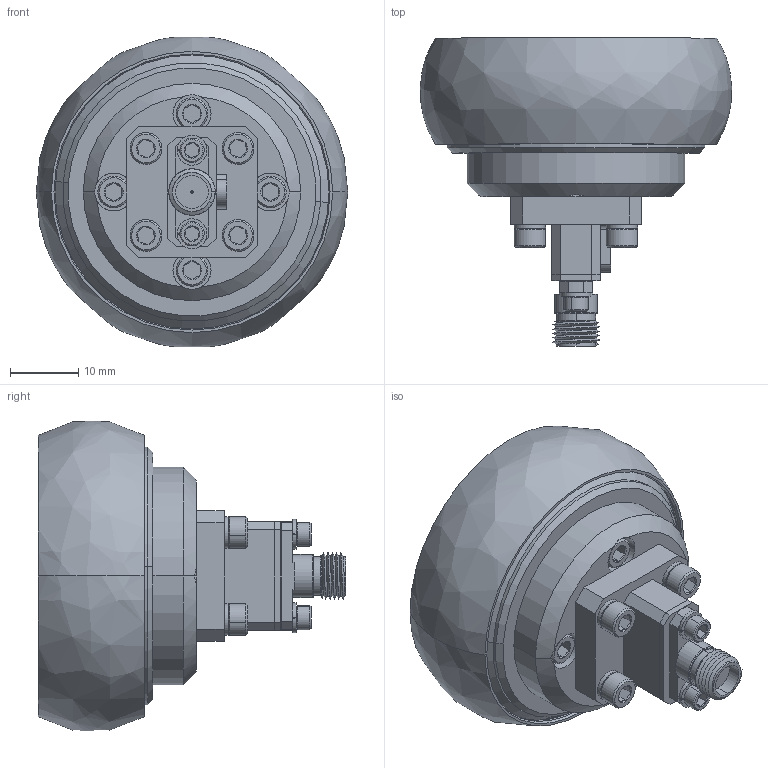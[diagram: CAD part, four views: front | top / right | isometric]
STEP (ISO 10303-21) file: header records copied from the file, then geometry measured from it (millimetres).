
FILE_DESCRIPTION (( 'STEP AP203' ), '1' );
FILE_NAME ('SAO-2734030345-KF-S1.STEP', '2018-06-07T16:44:39', ( '' ), ( '' ), 'SwSTEP 2.0', 'SolidWorks 2016', '' );
FILE_SCHEMA (( 'CONFIG_CONTROL_DESIGN' ));
Products named in the file (1): SAO-2734030345-KF-S1
Bounding box: 45.5 x 44.98 x 45.2 mm (x, y, z)
Volume: 32253 mm3; surface area: 15538.8 mm2
Topology: 26 solids, 26 shells, 968 faces, 2478 edges, 1588 vertices
Faces by surface type: cylinder 596, plane 200, cone 146, bspline 24, torus 2
Entity records: 42538 total; most frequent: CARTESIAN_POINT 21919, ORIENTED_EDGE 4956, DIRECTION 3676, EDGE_CURVE 2478, VERTEX_POINT 1588, AXIS2_PLACEMENT_3D 1364, EDGE_LOOP 1026, ADVANCED_FACE 968
